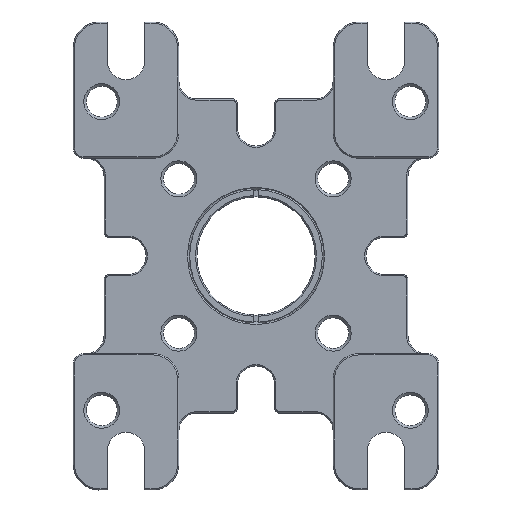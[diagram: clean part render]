
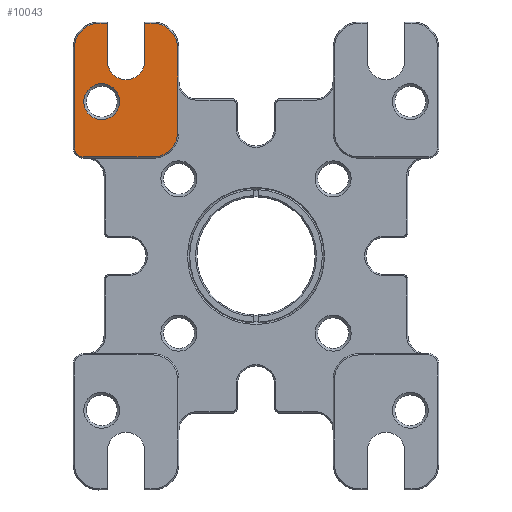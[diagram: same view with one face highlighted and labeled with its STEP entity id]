
A CAD part, top view. The second image highlights one B-rep face of the part: STEP entity #10043.
In plain terms, the highlighted planar face has unit normal (0, 0, 1).
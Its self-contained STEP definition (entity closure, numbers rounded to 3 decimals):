
#177 = EDGE_CURVE ( 'NONE', #6143, #14602, #12868, .T. ) ;
#208 = VERTEX_POINT ( 'NONE', #8068 ) ;
#553 = CARTESIAN_POINT ( 'NONE',  ( -28.895, 0., 6. ) ) ;
#619 = DIRECTION ( 'NONE',  ( 0., -1., 0. ) ) ;
#799 = VERTEX_POINT ( 'NONE', #2906 ) ;
#1159 = CARTESIAN_POINT ( 'NONE',  ( -35.3, 21., 6. ) ) ;
#1214 = CARTESIAN_POINT ( 'NONE',  ( -28.895, 45.25, 6. ) ) ;
#1312 = EDGE_CURVE ( 'NONE', #12788, #10683, #3648, .T. ) ;
#1504 = CIRCLE ( 'NONE', #4627, 4.75 ) ;
#1745 = EDGE_CURVE ( 'NONE', #10789, #10789, #12797, .T. ) ;
#1814 = ORIENTED_EDGE ( 'NONE', *, *, #177, .T. ) ;
#2022 = CARTESIAN_POINT ( 'NONE',  ( 0., 19.25, 6. ) ) ;
#2038 = EDGE_CURVE ( 'NONE', #7783, #17305, #9946, .T. ) ;
#2402 = DIRECTION ( 'NONE',  ( 1., 0., 0. ) ) ;
#2674 = ORIENTED_EDGE ( 'NONE', *, *, #14627, .F. ) ;
#2832 = LINE ( 'NONE', #9910, #14978 ) ;
#2906 = CARTESIAN_POINT ( 'NONE',  ( -28.895, 37.91, 6. ) ) ;
#2963 = ORIENTED_EDGE ( 'NONE', *, *, #2038, .F. ) ;
#3097 = ORIENTED_EDGE ( 'NONE', *, *, #1312, .F. ) ;
#3124 = EDGE_CURVE ( 'NONE', #17305, #4107, #14409, .T. ) ;
#3165 = DIRECTION ( 'NONE',  ( 0., 0., -1. ) ) ;
#3179 = VECTOR ( 'NONE', #10340, 1000. ) ;
#3562 = ORIENTED_EDGE ( 'NONE', *, *, #8365, .F. ) ;
#3644 = CARTESIAN_POINT ( 'NONE',  ( 0., 45.25, 6. ) ) ;
#3648 = LINE ( 'NONE', #10048, #7481 ) ;
#3670 = ORIENTED_EDGE ( 'NONE', *, *, #7597, .F. ) ;
#4107 = VERTEX_POINT ( 'NONE', #14458 ) ;
#4134 = CARTESIAN_POINT ( 'NONE',  ( -35.3, 40.5, 6. ) ) ;
#4252 = DIRECTION ( 'NONE',  ( -1., 0., 0. ) ) ;
#4319 = EDGE_LOOP ( 'NONE', ( #3097, #3562, #3670, #14450, #14622, #16145, #1814, #2674, #14003, #2963, #5032, #11297 ) ) ;
#4627 = AXIS2_PLACEMENT_3D ( 'NONE', #13376, #17278, #14520 ) ;
#4921 = CARTESIAN_POINT ( 'NONE',  ( -15.25, 24., 6. ) ) ;
#5032 = ORIENTED_EDGE ( 'NONE', *, *, #13763, .F. ) ;
#5155 = EDGE_CURVE ( 'NONE', #6143, #10511, #13097, .T. ) ;
#5164 = DIRECTION ( 'NONE',  ( 0., 0., -1. ) ) ;
#5428 = AXIS2_PLACEMENT_3D ( 'NONE', #6981, #7072, #16635 ) ;
#5455 = AXIS2_PLACEMENT_3D ( 'NONE', #8748, #3165, #16802 ) ;
#5672 = EDGE_CURVE ( 'NONE', #10683, #12380, #1504, .T. ) ;
#5694 = CARTESIAN_POINT ( 'NONE',  ( -15.25, 40.5, 6. ) ) ;
#5695 = LINE ( 'NONE', #553, #16338 ) ;
#5974 = VERTEX_POINT ( 'NONE', #1214 ) ;
#6023 = CARTESIAN_POINT ( 'NONE',  ( -15.25, 0., 6. ) ) ;
#6130 = LINE ( 'NONE', #3644, #7619 ) ;
#6143 = VERTEX_POINT ( 'NONE', #4134 ) ;
#6768 = AXIS2_PLACEMENT_3D ( 'NONE', #13562, #13378, #4252 ) ;
#6981 = CARTESIAN_POINT ( 'NONE',  ( -20., 24., 6. ) ) ;
#7072 = DIRECTION ( 'NONE',  ( 0., 0., -1. ) ) ;
#7119 = CARTESIAN_POINT ( 'NONE',  ( -21.655, 45.25, 6. ) ) ;
#7481 = VECTOR ( 'NONE', #11391, 1000. ) ;
#7524 = CARTESIAN_POINT ( 'NONE',  ( -20., 19.25, 6. ) ) ;
#7597 = EDGE_CURVE ( 'NONE', #799, #208, #11863, .T. ) ;
#7619 = VECTOR ( 'NONE', #2402, 1000. ) ;
#7623 = DIRECTION ( 'NONE',  ( 0., -1., 0. ) ) ;
#7647 = DIRECTION ( 'NONE',  ( 0., 1., 0. ) ) ;
#7783 = VERTEX_POINT ( 'NONE', #4921 ) ;
#7789 = DIRECTION ( 'NONE',  ( 0., 0., -1. ) ) ;
#8068 = CARTESIAN_POINT ( 'NONE',  ( -21.655, 37.91, 6. ) ) ;
#8225 = CARTESIAN_POINT ( 'NONE',  ( -30.55, 45.25, 6. ) ) ;
#8365 = EDGE_CURVE ( 'NONE', #208, #12788, #2832, .T. ) ;
#8748 = CARTESIAN_POINT ( 'NONE',  ( -30.55, 40.5, 6. ) ) ;
#9220 = DIRECTION ( 'NONE',  ( 0., -1., 0. ) ) ;
#9910 = CARTESIAN_POINT ( 'NONE',  ( -21.655, 0., 6. ) ) ;
#9946 = CIRCLE ( 'NONE', #5428, 4.75 ) ;
#10043 = ADVANCED_FACE ( 'NONE', ( #17378, #13223 ), #17293, .F. ) ;
#10048 = CARTESIAN_POINT ( 'NONE',  ( 0., 45.25, 6. ) ) ;
#10098 = CARTESIAN_POINT ( 'NONE',  ( -30., 30., 6. ) ) ;
#10152 = DIRECTION ( 'NONE',  ( 0., 0., 1. ) ) ;
#10292 = CARTESIAN_POINT ( 'NONE',  ( 0., 0., 6. ) ) ;
#10340 = DIRECTION ( 'NONE',  ( -1., 0., 0. ) ) ;
#10511 = VERTEX_POINT ( 'NONE', #8225 ) ;
#10683 = VERTEX_POINT ( 'NONE', #15626 ) ;
#10789 = VERTEX_POINT ( 'NONE', #12211 ) ;
#10810 = CARTESIAN_POINT ( 'NONE',  ( -35.3, 35.55, 6. ) ) ;
#11183 = DIRECTION ( 'NONE',  ( 0., -1., 0. ) ) ;
#11297 = ORIENTED_EDGE ( 'NONE', *, *, #5672, .F. ) ;
#11318 = CARTESIAN_POINT ( 'NONE',  ( -25.275, 37.91, 6. ) ) ;
#11377 = AXIS2_PLACEMENT_3D ( 'NONE', #10098, #7789, #7623 ) ;
#11391 = DIRECTION ( 'NONE',  ( 1., 0., 0. ) ) ;
#11863 = CIRCLE ( 'NONE', #17224, 3.62 ) ;
#12211 = CARTESIAN_POINT ( 'NONE',  ( -30., 26.5, 6. ) ) ;
#12380 = VERTEX_POINT ( 'NONE', #5694 ) ;
#12408 = AXIS2_PLACEMENT_3D ( 'NONE', #10292, #5164, #7647 ) ;
#12788 = VERTEX_POINT ( 'NONE', #7119 ) ;
#12797 = CIRCLE ( 'NONE', #11377, 3.5 ) ;
#12868 = LINE ( 'NONE', #10810, #17132 ) ;
#12972 = VECTOR ( 'NONE', #619, 1000. ) ;
#13097 = CIRCLE ( 'NONE', #5455, 4.75 ) ;
#13158 = EDGE_CURVE ( 'NONE', #5974, #799, #5695, .T. ) ;
#13223 = FACE_BOUND ( 'NONE', #15235, .T. ) ;
#13376 = CARTESIAN_POINT ( 'NONE',  ( -20., 40.5, 6. ) ) ;
#13378 = DIRECTION ( 'NONE',  ( 0., 0., -1. ) ) ;
#13562 = CARTESIAN_POINT ( 'NONE',  ( -33.55, 21., 6. ) ) ;
#13640 = DIRECTION ( 'NONE',  ( 0., 1., 0. ) ) ;
#13763 = EDGE_CURVE ( 'NONE', #12380, #7783, #15742, .T. ) ;
#14003 = ORIENTED_EDGE ( 'NONE', *, *, #3124, .F. ) ;
#14409 = LINE ( 'NONE', #2022, #3179 ) ;
#14450 = ORIENTED_EDGE ( 'NONE', *, *, #13158, .F. ) ;
#14457 = EDGE_CURVE ( 'NONE', #10511, #5974, #6130, .T. ) ;
#14458 = CARTESIAN_POINT ( 'NONE',  ( -33.55, 19.25, 6. ) ) ;
#14520 = DIRECTION ( 'NONE',  ( 0., 1., 0. ) ) ;
#14602 = VERTEX_POINT ( 'NONE', #1159 ) ;
#14622 = ORIENTED_EDGE ( 'NONE', *, *, #14457, .F. ) ;
#14627 = EDGE_CURVE ( 'NONE', #4107, #14602, #16961, .T. ) ;
#14978 = VECTOR ( 'NONE', #13640, 1000. ) ;
#15235 = EDGE_LOOP ( 'NONE', ( #16087 ) ) ;
#15626 = CARTESIAN_POINT ( 'NONE',  ( -20., 45.25, 6. ) ) ;
#15742 = LINE ( 'NONE', #6023, #12972 ) ;
#16087 = ORIENTED_EDGE ( 'NONE', *, *, #1745, .T. ) ;
#16145 = ORIENTED_EDGE ( 'NONE', *, *, #5155, .F. ) ;
#16338 = VECTOR ( 'NONE', #11183, 1000. ) ;
#16635 = DIRECTION ( 'NONE',  ( 0., 1., 0. ) ) ;
#16713 = DIRECTION ( 'NONE',  ( 0., 1., 0. ) ) ;
#16802 = DIRECTION ( 'NONE',  ( 0., 1., 0. ) ) ;
#16961 = CIRCLE ( 'NONE', #6768, 1.75 ) ;
#17132 = VECTOR ( 'NONE', #9220, 1000. ) ;
#17224 = AXIS2_PLACEMENT_3D ( 'NONE', #11318, #10152, #16713 ) ;
#17278 = DIRECTION ( 'NONE',  ( 0., 0., -1. ) ) ;
#17293 = PLANE ( 'NONE',  #12408 ) ;
#17305 = VERTEX_POINT ( 'NONE', #7524 ) ;
#17378 = FACE_OUTER_BOUND ( 'NONE', #4319, .T. ) ;
